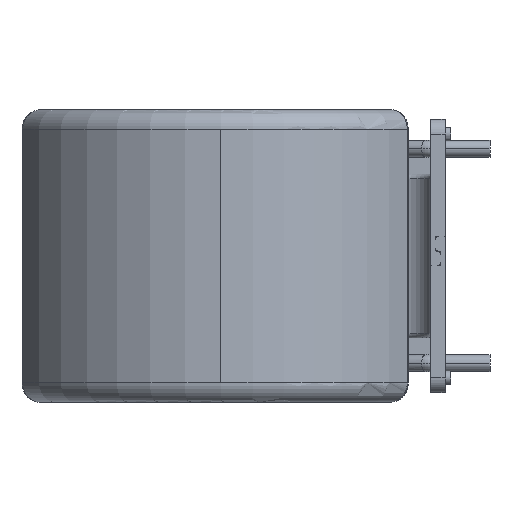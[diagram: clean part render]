
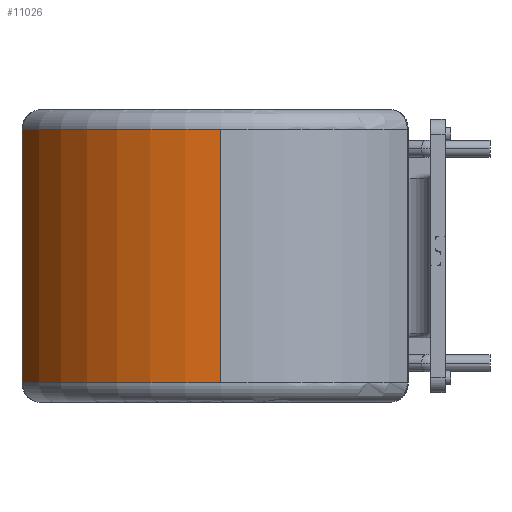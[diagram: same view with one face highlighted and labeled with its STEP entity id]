
A CAD part, left-side view. The second image highlights one B-rep face of the part: STEP entity #11026.
In plain terms, the highlighted cylindrical face has radius 22 mm (diameter 44 mm), a partial arc.
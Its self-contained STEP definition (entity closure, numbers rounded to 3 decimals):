
#561 = CARTESIAN_POINT ( 'NONE',  ( -22., 0., 15. ) ) ;
#694 = VERTEX_POINT ( 'NONE', #13843 ) ;
#703 = EDGE_CURVE ( 'NONE', #7347, #6971, #4584, .T. ) ;
#1275 = CARTESIAN_POINT ( 'NONE',  ( 0., 0., 15. ) ) ;
#1959 = LINE ( 'NONE', #561, #16520 ) ;
#2211 = FACE_OUTER_BOUND ( 'NONE', #12031, .T. ) ;
#2322 = EDGE_CURVE ( 'NONE', #694, #7347, #16024, .T. ) ;
#2904 = CARTESIAN_POINT ( 'NONE',  ( 0., 0., -13. ) ) ;
#2999 = AXIS2_PLACEMENT_3D ( 'NONE', #1275, #3014, #12137 ) ;
#3014 = DIRECTION ( 'NONE',  ( 0., 0., -1. ) ) ;
#4349 = ORIENTED_EDGE ( 'NONE', *, *, #10053, .F. ) ;
#4520 = DIRECTION ( 'NONE',  ( 0., 0., -1. ) ) ;
#4584 = CIRCLE ( 'NONE', #16909, 22. ) ;
#6857 = CYLINDRICAL_SURFACE ( 'NONE', #2999, 22. ) ;
#6971 = VERTEX_POINT ( 'NONE', #17401 ) ;
#7347 = VERTEX_POINT ( 'NONE', #11472 ) ;
#9449 = DIRECTION ( 'NONE',  ( 0., 0., -1. ) ) ;
#10053 = EDGE_CURVE ( 'NONE', #12686, #6971, #1959, .T. ) ;
#10615 = AXIS2_PLACEMENT_3D ( 'NONE', #14017, #4520, #12133 ) ;
#11026 = ADVANCED_FACE ( 'NONE', ( #2211 ), #6857, .T. ) ;
#11472 = CARTESIAN_POINT ( 'NONE',  ( -8.394, 20.336, -13. ) ) ;
#11721 = CIRCLE ( 'NONE', #10615, 22. ) ;
#12031 = EDGE_LOOP ( 'NONE', ( #4349, #18757, #12416, #15330 ) ) ;
#12133 = DIRECTION ( 'NONE',  ( 1., 0., 0. ) ) ;
#12137 = DIRECTION ( 'NONE',  ( -1., 0., 0. ) ) ;
#12416 = ORIENTED_EDGE ( 'NONE', *, *, #2322, .T. ) ;
#12422 = DIRECTION ( 'NONE',  ( 1., 0., 0. ) ) ;
#12519 = CARTESIAN_POINT ( 'NONE',  ( -22., 0., 13. ) ) ;
#12686 = VERTEX_POINT ( 'NONE', #12519 ) ;
#13843 = CARTESIAN_POINT ( 'NONE',  ( -8.394, 20.336, 13. ) ) ;
#14017 = CARTESIAN_POINT ( 'NONE',  ( 0., 0., 13. ) ) ;
#14316 = DIRECTION ( 'NONE',  ( 0., 0., 1. ) ) ;
#15330 = ORIENTED_EDGE ( 'NONE', *, *, #703, .T. ) ;
#15707 = CARTESIAN_POINT ( 'NONE',  ( -8.394, 20.336, 15. ) ) ;
#16024 = LINE ( 'NONE', #15707, #19728 ) ;
#16374 = EDGE_CURVE ( 'NONE', #12686, #694, #11721, .T. ) ;
#16520 = VECTOR ( 'NONE', #19460, 1000. ) ;
#16909 = AXIS2_PLACEMENT_3D ( 'NONE', #2904, #14316, #12422 ) ;
#17401 = CARTESIAN_POINT ( 'NONE',  ( -22., 0., -13. ) ) ;
#18757 = ORIENTED_EDGE ( 'NONE', *, *, #16374, .T. ) ;
#19460 = DIRECTION ( 'NONE',  ( 0., 0., -1. ) ) ;
#19728 = VECTOR ( 'NONE', #9449, 1000. ) ;
